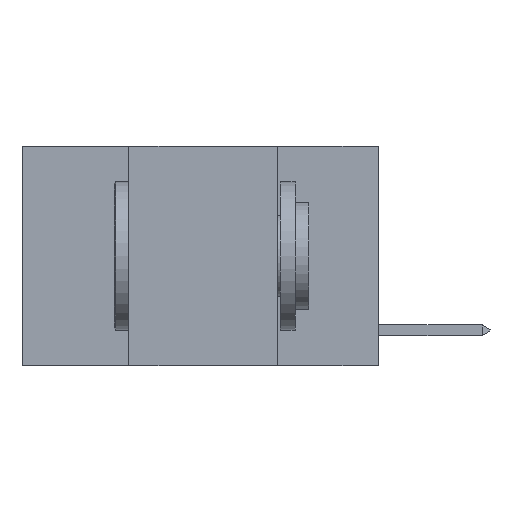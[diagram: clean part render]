
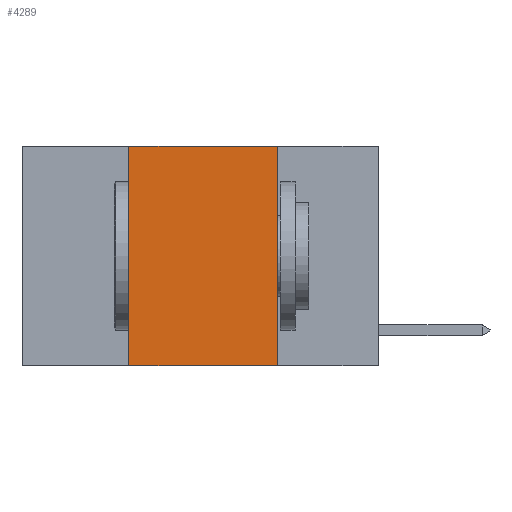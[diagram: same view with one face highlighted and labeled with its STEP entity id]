
A CAD part, left-side view. The second image highlights one B-rep face of the part: STEP entity #4289.
In plain terms, the highlighted planar face has unit normal (-1, 0, 0).
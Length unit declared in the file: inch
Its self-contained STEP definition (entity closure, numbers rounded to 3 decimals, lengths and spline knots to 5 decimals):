
#133 = CARTESIAN_POINT ( 'NONE',  ( 0., 0.42, 0. ) ) ;
#167 = DIRECTION ( 'NONE',  ( 0., 0., -1. ) ) ;
#337 = LINE ( 'NONE', #5452, #2082 ) ;
#368 = VECTOR ( 'NONE', #4035, 39.37008 ) ;
#490 = LINE ( 'NONE', #1156, #368 ) ;
#609 = CARTESIAN_POINT ( 'NONE',  ( 0., 0.17, 0. ) ) ;
#992 = EDGE_CURVE ( 'NONE', #6749, #6621, #3849, .T. ) ;
#1156 = CARTESIAN_POINT ( 'NONE',  ( 0., 0.6, -0.37 ) ) ;
#1345 = EDGE_CURVE ( 'NONE', #6954, #6749, #337, .T. ) ;
#1647 = PLANE ( 'NONE',  #6414 ) ;
#1691 = ORIENTED_EDGE ( 'NONE', *, *, #992, .F. ) ;
#1725 = DIRECTION ( 'NONE',  ( 0., 0., 1. ) ) ;
#1976 = DIRECTION ( 'NONE',  ( 1., 0., 0. ) ) ;
#2082 = VECTOR ( 'NONE', #1725, 39.37008 ) ;
#2274 = EDGE_CURVE ( 'NONE', #6954, #3371, #490, .T. ) ;
#3274 = DIRECTION ( 'NONE',  ( 0., 0., -1. ) ) ;
#3371 = VERTEX_POINT ( 'NONE', #8130 ) ;
#3632 = EDGE_LOOP ( 'NONE', ( #5005, #1691, #7558, #5141 ) ) ;
#3849 = LINE ( 'NONE', #6762, #5523 ) ;
#4035 = DIRECTION ( 'NONE',  ( 0., -1., 0. ) ) ;
#4196 = EDGE_CURVE ( 'NONE', #6621, #3371, #5380, .T. ) ;
#4289 = ADVANCED_FACE ( 'NONE', ( #6720 ), #1647, .F. ) ;
#4774 = CARTESIAN_POINT ( 'NONE',  ( 0., 0.42, -0.37 ) ) ;
#5005 = ORIENTED_EDGE ( 'NONE', *, *, #4196, .F. ) ;
#5141 = ORIENTED_EDGE ( 'NONE', *, *, #2274, .T. ) ;
#5331 = CARTESIAN_POINT ( 'NONE',  ( 0., 0.6, 0. ) ) ;
#5380 = LINE ( 'NONE', #8223, #9306 ) ;
#5452 = CARTESIAN_POINT ( 'NONE',  ( 0., 0.42, 0. ) ) ;
#5523 = VECTOR ( 'NONE', #6856, 39.37008 ) ;
#6414 = AXIS2_PLACEMENT_3D ( 'NONE', #5331, #1976, #3274 ) ;
#6621 = VERTEX_POINT ( 'NONE', #609 ) ;
#6720 = FACE_OUTER_BOUND ( 'NONE', #3632, .T. ) ;
#6749 = VERTEX_POINT ( 'NONE', #133 ) ;
#6762 = CARTESIAN_POINT ( 'NONE',  ( 0., 0.6, 0. ) ) ;
#6856 = DIRECTION ( 'NONE',  ( 0., -1., 0. ) ) ;
#6954 = VERTEX_POINT ( 'NONE', #4774 ) ;
#7558 = ORIENTED_EDGE ( 'NONE', *, *, #1345, .F. ) ;
#8130 = CARTESIAN_POINT ( 'NONE',  ( 0., 0.17, -0.37 ) ) ;
#8223 = CARTESIAN_POINT ( 'NONE',  ( 0., 0.17, 0. ) ) ;
#9306 = VECTOR ( 'NONE', #167, 39.37008 ) ;
